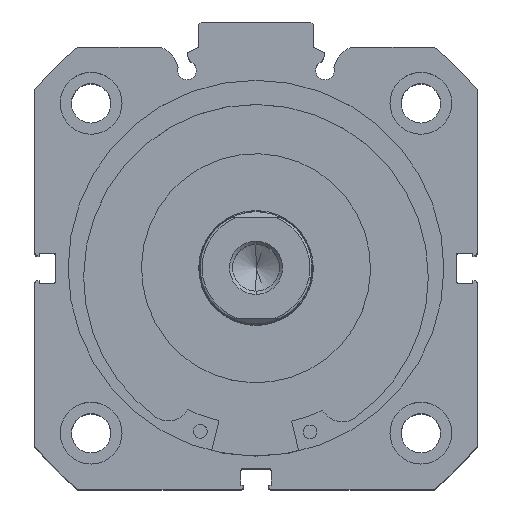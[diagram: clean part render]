
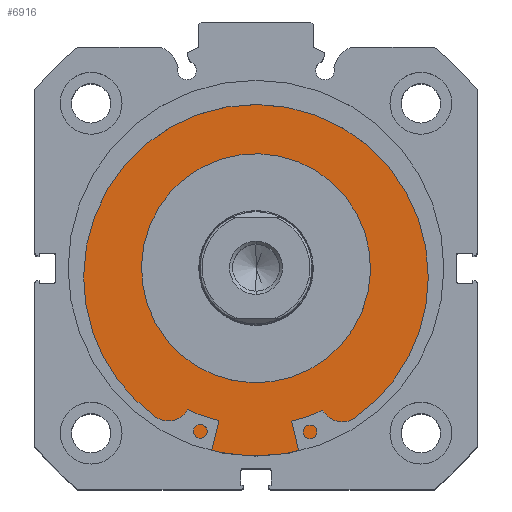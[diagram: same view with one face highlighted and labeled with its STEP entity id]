
A CAD part, top view. The second image highlights one B-rep face of the part: STEP entity #6916.
In plain terms, the highlighted face is planar.
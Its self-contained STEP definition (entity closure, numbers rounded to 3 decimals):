
#277 = CARTESIAN_POINT ( 'NONE',  ( 4., 0., 0. ) ) ;
#288 = DIRECTION ( 'NONE',  ( -1., 0., 0. ) ) ;
#289 = DIRECTION ( 'NONE',  ( 0., 0., 1. ) ) ;
#294 = CARTESIAN_POINT ( 'NONE',  ( 4., 0., 0. ) ) ;
#295 = DIRECTION ( 'NONE',  ( -1., 0., 0. ) ) ;
#296 = DIRECTION ( 'NONE',  ( 0., 0., 1. ) ) ;
#491 = CARTESIAN_POINT ( 'NONE',  ( 4., 0., 0. ) ) ;
#493 = DIRECTION ( 'NONE',  ( -1., 0., 0. ) ) ;
#495 = DIRECTION ( 'NONE',  ( 0., 0., 1. ) ) ;
#758 = CARTESIAN_POINT ( 'NONE',  ( 4., 0., 0. ) ) ;
#771 = DIRECTION ( 'NONE',  ( -1., 0., 0. ) ) ;
#773 = DIRECTION ( 'NONE',  ( 0., 0., 1. ) ) ;
#1085 = VERTEX_POINT ( 'NONE', #1968 ) ;
#1267 = VERTEX_POINT ( 'NONE', #5670 ) ;
#1320 = VERTEX_POINT ( 'NONE', #2802 ) ;
#1434 = VERTEX_POINT ( 'NONE', #5525 ) ;
#1715 = EDGE_CURVE ( 'NONE', #1434, #1085, #6357, .T. ) ;
#1717 = EDGE_CURVE ( 'NONE', #1320, #1267, #6360, .T. ) ;
#1773 = EDGE_CURVE ( 'NONE', #1085, #1434, #6437, .T. ) ;
#1842 = EDGE_CURVE ( 'NONE', #1267, #1320, #6547, .T. ) ;
#1968 = CARTESIAN_POINT ( 'NONE',  ( 4., 0., 25. ) ) ;
#2112 = AXIS2_PLACEMENT_3D ( 'NONE', #277, #288, #289 ) ;
#2115 = AXIS2_PLACEMENT_3D ( 'NONE', #294, #295, #296 ) ;
#2143 = AXIS2_PLACEMENT_3D ( 'NONE', #491, #493, #495 ) ;
#2149 = AXIS2_PLACEMENT_3D ( 'NONE', #758, #771, #773 ) ;
#2696 = ORIENTED_EDGE ( 'NONE', *, *, #1717, .T. ) ;
#2702 = ORIENTED_EDGE ( 'NONE', *, *, #1715, .F. ) ;
#2716 = ORIENTED_EDGE ( 'NONE', *, *, #1773, .F. ) ;
#2775 = ORIENTED_EDGE ( 'NONE', *, *, #1842, .T. ) ;
#2802 = CARTESIAN_POINT ( 'NONE',  ( 4., 0., 41. ) ) ;
#4093 = CARTESIAN_POINT ( 'NONE',  ( 4., 41., 0. ) ) ;
#4094 = PLANE ( 'NONE',  #4700 ) ;
#4095 = DIRECTION ( 'NONE',  ( 1., 0., 0. ) ) ;
#4096 = DIRECTION ( 'NONE',  ( 0., 0., -1. ) ) ;
#4700 = AXIS2_PLACEMENT_3D ( 'NONE', #4093, #4095, #4096 ) ;
#5010 = FACE_BOUND ( 'NONE', #5938, .T. ) ;
#5016 = FACE_OUTER_BOUND ( 'NONE', #5891, .T. ) ;
#5525 = CARTESIAN_POINT ( 'NONE',  ( 4., 0., -25. ) ) ;
#5670 = CARTESIAN_POINT ( 'NONE',  ( 4., 0., -41. ) ) ;
#5891 = EDGE_LOOP ( 'NONE', ( #2696, #2775 ) ) ;
#5938 = EDGE_LOOP ( 'NONE', ( #2716, #2702 ) ) ;
#6357 = CIRCLE ( 'NONE', #2112, 25. ) ;
#6360 = CIRCLE ( 'NONE', #2115, 41. ) ;
#6437 = CIRCLE ( 'NONE', #2143, 25. ) ;
#6547 = CIRCLE ( 'NONE', #2149, 41. ) ;
#6916 = ADVANCED_FACE ( 'NONE', ( #5010, #5016 ), #4094, .F. ) ;
